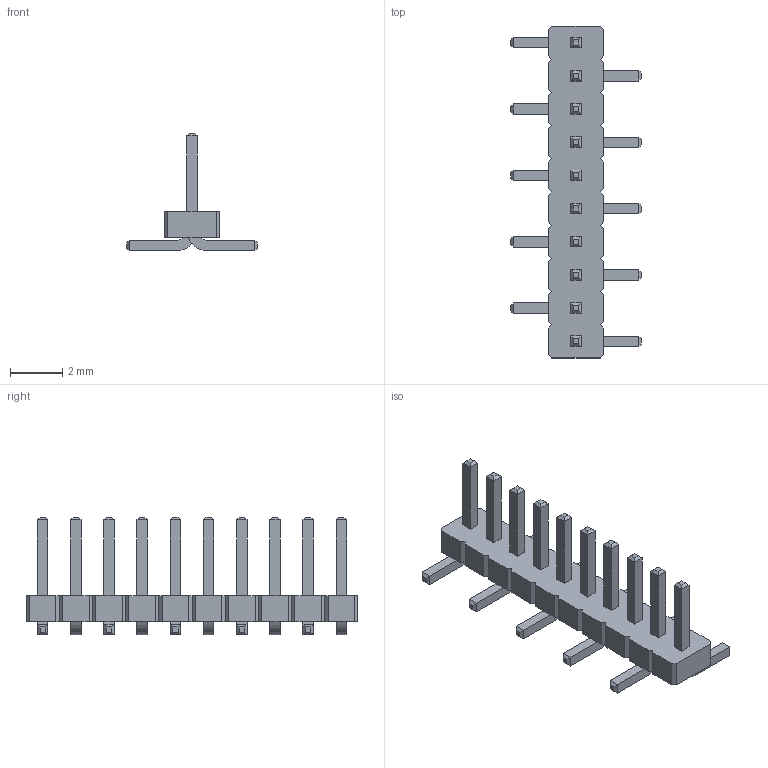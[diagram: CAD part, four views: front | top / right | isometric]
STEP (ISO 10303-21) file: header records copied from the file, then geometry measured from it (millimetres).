
FILE_DESCRIPTION(/* description */ ('model of Pin_Header_Straight_1x10_Pitch1.27mm_SMD_Pin1Left'),/* implementation_level */ '2;1');
FILE_NAME(/* name */ 'Pin_Header_Straight_1x10_Pitch1.27mm_SMD_Pin1Left.step',/* time_stamp */ '2017-08-19T06:02:20',/* author */ ('kicad StepUp','ksu'),/* organization */ ('FreeCAD'),/* preprocessor_version */ 'OCC',/* originating_system */ 'kicad StepUp',/* authorisation */ '');
FILE_SCHEMA(('AUTOMOTIVE_DESIGN { 1 0 10303 214 1 1 1 1 }'));
Length unit declared in the file: millimetre
Products named in the file (1): Pin_Header_Straight_1x10_Pitch127mm_SMD_Pin1Left
Bounding box: 5 x 12.7 x 4.5 mm (x, y, z)
Volume: 35.1 mm3; surface area: 169.7 mm2
Topology: 1 solids, 1 shells, 264 faces, 646 edges, 404 vertices
Faces by surface type: plane 244, cylinder 20
Entity records: 9391 total; most frequent: CARTESIAN_POINT 1315, ORIENTED_EDGE 1292, DIRECTION 1216, EDGE_CURVE 646, LINE 606, VECTOR 606, VERTEX_POINT 404, AXIS2_PLACEMENT_3D 305
